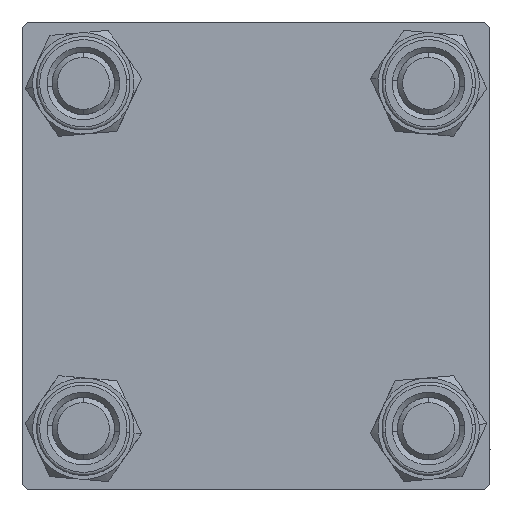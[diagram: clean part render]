
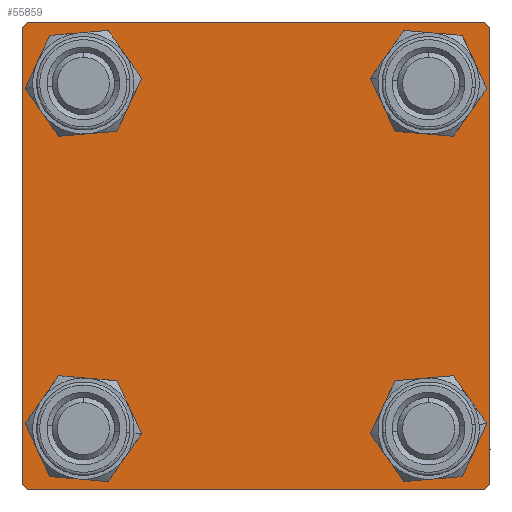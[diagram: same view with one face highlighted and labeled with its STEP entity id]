
A CAD part, left-side view. The second image highlights one B-rep face of the part: STEP entity #55859.
In plain terms, the highlighted planar face has unit normal (-1, 0, 0).
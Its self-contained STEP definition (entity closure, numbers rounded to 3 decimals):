
#12 = DIRECTION ( 'NONE',  ( 0., 0.707, -0.707 ) ) ;
#1008 = VECTOR ( 'NONE', #54684, 1000. ) ;
#1162 = AXIS2_PLACEMENT_3D ( 'NONE', #9788, #10068, #13822 ) ;
#1398 = CARTESIAN_POINT ( 'NONE',  ( 0., -16.6, 16.6 ) ) ;
#1402 = ORIENTED_EDGE ( 'NONE', *, *, #21950, .T. ) ;
#2348 = FACE_BOUND ( 'NONE', #41628, .T. ) ;
#2639 = EDGE_CURVE ( 'NONE', #20628, #36564, #10279, .T. ) ;
#2716 = CIRCLE ( 'NONE', #7317, 3.5 ) ;
#2788 = LINE ( 'NONE', #56207, #26282 ) ;
#3383 = DIRECTION ( 'NONE',  ( 0., 0., -1. ) ) ;
#3564 = CARTESIAN_POINT ( 'NONE',  ( 0., 16.6, -13.1 ) ) ;
#3626 = EDGE_CURVE ( 'NONE', #28517, #22037, #13080, .T. ) ;
#3629 = CARTESIAN_POINT ( 'NONE',  ( 0., 16.6, -20.1 ) ) ;
#5106 = CARTESIAN_POINT ( 'NONE',  ( 0., 16.6, -16.6 ) ) ;
#5693 = CARTESIAN_POINT ( 'NONE',  ( 0., -16.6, 20.1 ) ) ;
#5877 = VERTEX_POINT ( 'NONE', #35375 ) ;
#5907 = CARTESIAN_POINT ( 'NONE',  ( 0., -16.6, 13.1 ) ) ;
#6232 = VERTEX_POINT ( 'NONE', #21554 ) ;
#6413 = CARTESIAN_POINT ( 'NONE',  ( 0., -22., 22.5 ) ) ;
#6416 = AXIS2_PLACEMENT_3D ( 'NONE', #19331, #6952, #24486 ) ;
#6573 = VECTOR ( 'NONE', #31062, 1000. ) ;
#6952 = DIRECTION ( 'NONE',  ( -1., 0., 0. ) ) ;
#7035 = AXIS2_PLACEMENT_3D ( 'NONE', #5106, #9696, #40129 ) ;
#7317 = AXIS2_PLACEMENT_3D ( 'NONE', #35377, #37053, #14962 ) ;
#7534 = ORIENTED_EDGE ( 'NONE', *, *, #24175, .T. ) ;
#8083 = LINE ( 'NONE', #43105, #31529 ) ;
#9106 = DIRECTION ( 'NONE',  ( 0., 0., 1. ) ) ;
#9401 = CARTESIAN_POINT ( 'NONE',  ( 0., 22.5, 22. ) ) ;
#9547 = CARTESIAN_POINT ( 'NONE',  ( 0., 22.5, 22.5 ) ) ;
#9696 = DIRECTION ( 'NONE',  ( 1., 0., 0. ) ) ;
#9788 = CARTESIAN_POINT ( 'NONE',  ( 0., 16.6, -16.6 ) ) ;
#10068 = DIRECTION ( 'NONE',  ( 1., 0., 0. ) ) ;
#10279 = CIRCLE ( 'NONE', #13941, 3.5 ) ;
#10318 = AXIS2_PLACEMENT_3D ( 'NONE', #1398, #26722, #27825 ) ;
#10712 = FACE_BOUND ( 'NONE', #28512, .T. ) ;
#12104 = DIRECTION ( 'NONE',  ( 0., -1., 0. ) ) ;
#13021 = EDGE_CURVE ( 'NONE', #13799, #5877, #54982, .T. ) ;
#13080 = CIRCLE ( 'NONE', #10318, 3.5 ) ;
#13393 = CARTESIAN_POINT ( 'NONE',  ( 0., 16.6, 20.1 ) ) ;
#13799 = VERTEX_POINT ( 'NONE', #19981 ) ;
#13819 = CARTESIAN_POINT ( 'NONE',  ( 0., 22.25, 22.25 ) ) ;
#13822 = DIRECTION ( 'NONE',  ( 0., 0., 1. ) ) ;
#13941 = AXIS2_PLACEMENT_3D ( 'NONE', #21855, #29891, #35035 ) ;
#14292 = EDGE_CURVE ( 'NONE', #22037, #28517, #52665, .T. ) ;
#14688 = DIRECTION ( 'NONE',  ( 0., 0., 1. ) ) ;
#14962 = DIRECTION ( 'NONE',  ( 0., 0., 1. ) ) ;
#15658 = CARTESIAN_POINT ( 'NONE',  ( 0., 22.25, -22.25 ) ) ;
#16467 = VERTEX_POINT ( 'NONE', #9401 ) ;
#17238 = CARTESIAN_POINT ( 'NONE',  ( 0., -22.5, 22. ) ) ;
#17441 = VERTEX_POINT ( 'NONE', #54053 ) ;
#17544 = LINE ( 'NONE', #21874, #39962 ) ;
#17669 = ORIENTED_EDGE ( 'NONE', *, *, #2639, .T. ) ;
#18721 = AXIS2_PLACEMENT_3D ( 'NONE', #45118, #28168, #14688 ) ;
#19331 = CARTESIAN_POINT ( 'NONE',  ( 0., 0., 0. ) ) ;
#19441 = EDGE_CURVE ( 'NONE', #38264, #43507, #55655, .T. ) ;
#19578 = VECTOR ( 'NONE', #24001, 1000. ) ;
#19981 = CARTESIAN_POINT ( 'NONE',  ( 0., 22.5, -22. ) ) ;
#20628 = VERTEX_POINT ( 'NONE', #56533 ) ;
#21554 = CARTESIAN_POINT ( 'NONE',  ( 0., -22., -22.5 ) ) ;
#21562 = ORIENTED_EDGE ( 'NONE', *, *, #34287, .T. ) ;
#21855 = CARTESIAN_POINT ( 'NONE',  ( 0., 16.6, 16.6 ) ) ;
#21856 = EDGE_LOOP ( 'NONE', ( #33327, #17669 ) ) ;
#21874 = CARTESIAN_POINT ( 'NONE',  ( 0., 22.5, -22.5 ) ) ;
#21891 = CARTESIAN_POINT ( 'NONE',  ( 0., -22.25, -22.25 ) ) ;
#21950 = EDGE_CURVE ( 'NONE', #17441, #22332, #55074, .T. ) ;
#22037 = VERTEX_POINT ( 'NONE', #5907 ) ;
#22140 = CARTESIAN_POINT ( 'NONE',  ( 0., 22., 22.5 ) ) ;
#22332 = VERTEX_POINT ( 'NONE', #41395 ) ;
#22490 = ORIENTED_EDGE ( 'NONE', *, *, #41847, .T. ) ;
#23037 = LINE ( 'NONE', #9547, #39596 ) ;
#23652 = PLANE ( 'NONE',  #6416 ) ;
#24001 = DIRECTION ( 'NONE',  ( 0., -0.707, -0.707 ) ) ;
#24175 = EDGE_CURVE ( 'NONE', #56261, #30535, #55809, .T. ) ;
#24486 = DIRECTION ( 'NONE',  ( 0., 0., 1. ) ) ;
#25093 = EDGE_CURVE ( 'NONE', #22332, #17441, #36837, .T. ) ;
#25433 = EDGE_CURVE ( 'NONE', #6232, #41860, #44254, .T. ) ;
#25748 = AXIS2_PLACEMENT_3D ( 'NONE', #47008, #48723, #9106 ) ;
#26282 = VECTOR ( 'NONE', #3383, 1000. ) ;
#26722 = DIRECTION ( 'NONE',  ( 1., 0., 0. ) ) ;
#26819 = DIRECTION ( 'NONE',  ( 1., 0., 0. ) ) ;
#27825 = DIRECTION ( 'NONE',  ( 0., 0., 1. ) ) ;
#27942 = FACE_BOUND ( 'NONE', #27961, .T. ) ;
#27961 = EDGE_LOOP ( 'NONE', ( #31364, #1402 ) ) ;
#27967 = ORIENTED_EDGE ( 'NONE', *, *, #30032, .T. ) ;
#28168 = DIRECTION ( 'NONE',  ( 1., 0., 0. ) ) ;
#28512 = EDGE_LOOP ( 'NONE', ( #41480, #47378 ) ) ;
#28517 = VERTEX_POINT ( 'NONE', #5693 ) ;
#29619 = CIRCLE ( 'NONE', #1162, 3.5 ) ;
#29891 = DIRECTION ( 'NONE',  ( 1., 0., 0. ) ) ;
#30032 = EDGE_CURVE ( 'NONE', #16467, #13799, #23037, .T. ) ;
#30535 = VERTEX_POINT ( 'NONE', #6413 ) ;
#30996 = ORIENTED_EDGE ( 'NONE', *, *, #48692, .F. ) ;
#31062 = DIRECTION ( 'NONE',  ( 0., -0.707, 0.707 ) ) ;
#31095 = DIRECTION ( 'NONE',  ( 0., 0., -1. ) ) ;
#31364 = ORIENTED_EDGE ( 'NONE', *, *, #25093, .T. ) ;
#31529 = VECTOR ( 'NONE', #12104, 1000. ) ;
#33187 = EDGE_CURVE ( 'NONE', #43507, #38264, #29619, .T. ) ;
#33327 = ORIENTED_EDGE ( 'NONE', *, *, #56010, .T. ) ;
#34225 = ORIENTED_EDGE ( 'NONE', *, *, #25433, .T. ) ;
#34250 = ORIENTED_EDGE ( 'NONE', *, *, #13021, .T. ) ;
#34287 = EDGE_CURVE ( 'NONE', #39220, #16467, #44534, .T. ) ;
#35035 = DIRECTION ( 'NONE',  ( 0., 0., 1. ) ) ;
#35051 = EDGE_CURVE ( 'NONE', #39220, #30535, #8083, .T. ) ;
#35375 = CARTESIAN_POINT ( 'NONE',  ( 0., 22., -22.5 ) ) ;
#35377 = CARTESIAN_POINT ( 'NONE',  ( 0., 16.6, 16.6 ) ) ;
#36564 = VERTEX_POINT ( 'NONE', #13393 ) ;
#36837 = CIRCLE ( 'NONE', #56102, 3.5 ) ;
#37053 = DIRECTION ( 'NONE',  ( 1., 0., 0. ) ) ;
#38264 = VERTEX_POINT ( 'NONE', #3629 ) ;
#39220 = VERTEX_POINT ( 'NONE', #22140 ) ;
#39596 = VECTOR ( 'NONE', #31095, 1000. ) ;
#39646 = DIRECTION ( 'NONE',  ( 0., -1., 0. ) ) ;
#39962 = VECTOR ( 'NONE', #39646, 1000. ) ;
#40070 = ORIENTED_EDGE ( 'NONE', *, *, #33187, .T. ) ;
#40129 = DIRECTION ( 'NONE',  ( 0., 0., 1. ) ) ;
#41130 = FACE_OUTER_BOUND ( 'NONE', #47452, .T. ) ;
#41395 = CARTESIAN_POINT ( 'NONE',  ( 0., -16.6, -13.1 ) ) ;
#41480 = ORIENTED_EDGE ( 'NONE', *, *, #3626, .T. ) ;
#41628 = EDGE_LOOP ( 'NONE', ( #40070, #51707 ) ) ;
#41847 = EDGE_CURVE ( 'NONE', #5877, #6232, #17544, .T. ) ;
#41860 = VERTEX_POINT ( 'NONE', #52577 ) ;
#43105 = CARTESIAN_POINT ( 'NONE',  ( 0., 22.5, 22.5 ) ) ;
#43179 = DIRECTION ( 'NONE',  ( 0., 0., 1. ) ) ;
#43390 = VECTOR ( 'NONE', #12, 1000. ) ;
#43507 = VERTEX_POINT ( 'NONE', #3564 ) ;
#44121 = ORIENTED_EDGE ( 'NONE', *, *, #35051, .F. ) ;
#44254 = LINE ( 'NONE', #21891, #6573 ) ;
#44534 = LINE ( 'NONE', #13819, #43390 ) ;
#45118 = CARTESIAN_POINT ( 'NONE',  ( 0., -16.6, 16.6 ) ) ;
#45453 = FACE_BOUND ( 'NONE', #21856, .T. ) ;
#47008 = CARTESIAN_POINT ( 'NONE',  ( 0., -16.6, -16.6 ) ) ;
#47378 = ORIENTED_EDGE ( 'NONE', *, *, #14292, .T. ) ;
#47452 = EDGE_LOOP ( 'NONE', ( #27967, #34250, #22490, #34225, #30996, #7534, #44121, #21562 ) ) ;
#48692 = EDGE_CURVE ( 'NONE', #56261, #41860, #2788, .T. ) ;
#48723 = DIRECTION ( 'NONE',  ( 1., 0., 0. ) ) ;
#51707 = ORIENTED_EDGE ( 'NONE', *, *, #19441, .T. ) ;
#52577 = CARTESIAN_POINT ( 'NONE',  ( 0., -22.5, -22. ) ) ;
#52665 = CIRCLE ( 'NONE', #18721, 3.5 ) ;
#54053 = CARTESIAN_POINT ( 'NONE',  ( 0., -16.6, -20.1 ) ) ;
#54684 = DIRECTION ( 'NONE',  ( 0., 0.707, 0.707 ) ) ;
#54954 = CARTESIAN_POINT ( 'NONE',  ( 0., -22.25, 22.25 ) ) ;
#54982 = LINE ( 'NONE', #15658, #19578 ) ;
#55074 = CIRCLE ( 'NONE', #25748, 3.5 ) ;
#55655 = CIRCLE ( 'NONE', #7035, 3.5 ) ;
#55809 = LINE ( 'NONE', #54954, #1008 ) ;
#55859 = ADVANCED_FACE ( 'NONE', ( #10712, #27942, #2348, #45453, #41130 ), #23652, .T. ) ;
#56010 = EDGE_CURVE ( 'NONE', #36564, #20628, #2716, .T. ) ;
#56102 = AXIS2_PLACEMENT_3D ( 'NONE', #56397, #26819, #43179 ) ;
#56207 = CARTESIAN_POINT ( 'NONE',  ( 0., -22.5, 22.5 ) ) ;
#56261 = VERTEX_POINT ( 'NONE', #17238 ) ;
#56397 = CARTESIAN_POINT ( 'NONE',  ( 0., -16.6, -16.6 ) ) ;
#56533 = CARTESIAN_POINT ( 'NONE',  ( 0., 16.6, 13.1 ) ) ;
